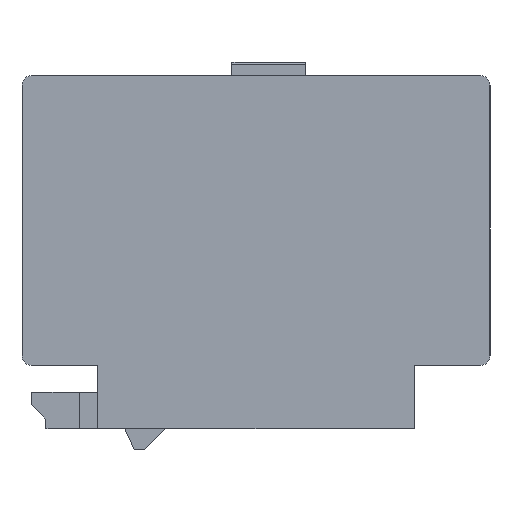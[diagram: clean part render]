
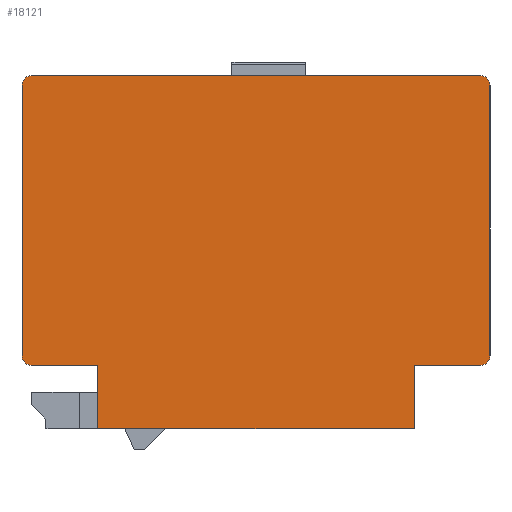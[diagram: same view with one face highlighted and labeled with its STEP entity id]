
A CAD part, left-side view. The second image highlights one B-rep face of the part: STEP entity #18121.
In plain terms, the highlighted planar face has unit normal (-1, 0, 0).
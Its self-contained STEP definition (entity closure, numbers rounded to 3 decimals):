
#167 = CARTESIAN_POINT ( 'NONE',  ( 0., 48.8, 30.2 ) ) ;
#203 = VECTOR ( 'NONE', #5033, 1000. ) ;
#383 = ORIENTED_EDGE ( 'NONE', *, *, #10236, .F. ) ;
#477 = FACE_OUTER_BOUND ( 'NONE', #17707, .T. ) ;
#808 = CARTESIAN_POINT ( 'NONE',  ( 0., 1., 30.2 ) ) ;
#834 = EDGE_CURVE ( 'NONE', #3639, #857, #9526, .T. ) ;
#857 = VERTEX_POINT ( 'NONE', #7805 ) ;
#1118 = EDGE_CURVE ( 'NONE', #18638, #857, #15660, .T. ) ;
#1267 = EDGE_CURVE ( 'NONE', #18638, #9898, #6885, .T. ) ;
#1296 = CARTESIAN_POINT ( 'NONE',  ( 0., 7.9, -6.6 ) ) ;
#1680 = ORIENTED_EDGE ( 'NONE', *, *, #18874, .F. ) ;
#1692 = LINE ( 'NONE', #5602, #10269 ) ;
#2053 = DIRECTION ( 'NONE',  ( 0., 1., 0. ) ) ;
#2536 = AXIS2_PLACEMENT_3D ( 'NONE', #12522, #14142, #18481 ) ;
#2553 = EDGE_CURVE ( 'NONE', #3639, #19550, #18422, .T. ) ;
#2623 = ORIENTED_EDGE ( 'NONE', *, *, #9224, .T. ) ;
#2848 = VERTEX_POINT ( 'NONE', #10104 ) ;
#3141 = DIRECTION ( 'NONE',  ( 0., 0., 1. ) ) ;
#3406 = CARTESIAN_POINT ( 'NONE',  ( 0., 40.9, -6.6 ) ) ;
#3531 = VECTOR ( 'NONE', #14512, 1000. ) ;
#3639 = VERTEX_POINT ( 'NONE', #18513 ) ;
#3771 = ORIENTED_EDGE ( 'NONE', *, *, #1118, .F. ) ;
#3840 = ORIENTED_EDGE ( 'NONE', *, *, #4185, .F. ) ;
#3968 = LINE ( 'NONE', #19439, #17034 ) ;
#4061 = DIRECTION ( 'NONE',  ( 0., 0., 1. ) ) ;
#4122 = VECTOR ( 'NONE', #10901, 1000. ) ;
#4185 = EDGE_CURVE ( 'NONE', #19550, #7571, #7479, .T. ) ;
#4236 = DIRECTION ( 'NONE',  ( 0., 1., 0. ) ) ;
#4696 = AXIS2_PLACEMENT_3D ( 'NONE', #18344, #7888, #4883 ) ;
#4723 = DIRECTION ( 'NONE',  ( 0., 0., 1. ) ) ;
#4875 = ORIENTED_EDGE ( 'NONE', *, *, #2553, .F. ) ;
#4883 = DIRECTION ( 'NONE',  ( 0., 0., 1. ) ) ;
#5033 = DIRECTION ( 'NONE',  ( 0., -1., 0. ) ) ;
#5142 = ORIENTED_EDGE ( 'NONE', *, *, #13111, .T. ) ;
#5226 = ORIENTED_EDGE ( 'NONE', *, *, #1267, .T. ) ;
#5469 = VERTEX_POINT ( 'NONE', #3406 ) ;
#5602 = CARTESIAN_POINT ( 'NONE',  ( 0., 40.9, 0. ) ) ;
#6377 = CARTESIAN_POINT ( 'NONE',  ( 0., 7.9, 0. ) ) ;
#6410 = VERTEX_POINT ( 'NONE', #14529 ) ;
#6508 = AXIS2_PLACEMENT_3D ( 'NONE', #18393, #10860, #4723 ) ;
#6509 = CARTESIAN_POINT ( 'NONE',  ( 0., 0., 30.2 ) ) ;
#6555 = EDGE_CURVE ( 'NONE', #5469, #2848, #1692, .T. ) ;
#6689 = DIRECTION ( 'NONE',  ( 0., 1., 0. ) ) ;
#6871 = CARTESIAN_POINT ( 'NONE',  ( 0., 0., 0. ) ) ;
#6881 = EDGE_CURVE ( 'NONE', #6410, #19668, #18758, .T. ) ;
#6885 = CIRCLE ( 'NONE', #4696, 1. ) ;
#6973 = AXIS2_PLACEMENT_3D ( 'NONE', #9346, #8215, #14190 ) ;
#7302 = VECTOR ( 'NONE', #2053, 1000. ) ;
#7465 = VERTEX_POINT ( 'NONE', #19396 ) ;
#7479 = LINE ( 'NONE', #9447, #4122 ) ;
#7571 = VERTEX_POINT ( 'NONE', #1296 ) ;
#7604 = ORIENTED_EDGE ( 'NONE', *, *, #834, .T. ) ;
#7721 = ORIENTED_EDGE ( 'NONE', *, *, #6881, .F. ) ;
#7805 = CARTESIAN_POINT ( 'NONE',  ( 0., 0., 1. ) ) ;
#7888 = DIRECTION ( 'NONE',  ( -1., 0., 0. ) ) ;
#7950 = EDGE_CURVE ( 'NONE', #2848, #7465, #3968, .T. ) ;
#8148 = CARTESIAN_POINT ( 'NONE',  ( 0., 0., 29.2 ) ) ;
#8215 = DIRECTION ( 'NONE',  ( -1., 0., 0. ) ) ;
#8230 = AXIS2_PLACEMENT_3D ( 'NONE', #19599, #16345, #19393 ) ;
#8501 = LINE ( 'NONE', #15771, #17969 ) ;
#8704 = CARTESIAN_POINT ( 'NONE',  ( 0., 7.9, 0. ) ) ;
#9224 = EDGE_CURVE ( 'NONE', #6410, #7465, #18004, .T. ) ;
#9346 = CARTESIAN_POINT ( 'NONE',  ( 0., 47.8, 1. ) ) ;
#9447 = CARTESIAN_POINT ( 'NONE',  ( 0., 7.9, -6.6 ) ) ;
#9526 = CIRCLE ( 'NONE', #6508, 1. ) ;
#9592 = CIRCLE ( 'NONE', #8230, 1. ) ;
#9836 = ORIENTED_EDGE ( 'NONE', *, *, #7950, .F. ) ;
#9898 = VERTEX_POINT ( 'NONE', #808 ) ;
#10104 = CARTESIAN_POINT ( 'NONE',  ( 0., 40.9, 0. ) ) ;
#10236 = EDGE_CURVE ( 'NONE', #15598, #9898, #16322, .T. ) ;
#10269 = VECTOR ( 'NONE', #4061, 1000. ) ;
#10821 = ORIENTED_EDGE ( 'NONE', *, *, #6555, .F. ) ;
#10860 = DIRECTION ( 'NONE',  ( -1., 0., 0. ) ) ;
#10901 = DIRECTION ( 'NONE',  ( 0., 0., -1. ) ) ;
#12399 = CARTESIAN_POINT ( 'NONE',  ( 0., 47.8, 30.2 ) ) ;
#12522 = CARTESIAN_POINT ( 'NONE',  ( 0., 0., 0. ) ) ;
#13111 = EDGE_CURVE ( 'NONE', #15598, #19668, #9592, .T. ) ;
#14142 = DIRECTION ( 'NONE',  ( -1., 0., 0. ) ) ;
#14190 = DIRECTION ( 'NONE',  ( 0., 0., 1. ) ) ;
#14512 = DIRECTION ( 'NONE',  ( 0., 0., -1. ) ) ;
#14529 = CARTESIAN_POINT ( 'NONE',  ( 0., 48.8, 1. ) ) ;
#15018 = CARTESIAN_POINT ( 'NONE',  ( 0., 48.8, 29.2 ) ) ;
#15591 = PLANE ( 'NONE',  #2536 ) ;
#15598 = VERTEX_POINT ( 'NONE', #12399 ) ;
#15660 = LINE ( 'NONE', #6871, #3531 ) ;
#15771 = CARTESIAN_POINT ( 'NONE',  ( 0., 40.9, -6.6 ) ) ;
#16322 = LINE ( 'NONE', #6509, #203 ) ;
#16345 = DIRECTION ( 'NONE',  ( -1., 0., 0. ) ) ;
#17034 = VECTOR ( 'NONE', #4236, 1000. ) ;
#17707 = EDGE_LOOP ( 'NONE', ( #4875, #7604, #3771, #5226, #383, #5142, #7721, #2623, #9836, #10821, #1680, #3840 ) ) ;
#17969 = VECTOR ( 'NONE', #6689, 1000. ) ;
#18004 = CIRCLE ( 'NONE', #6973, 1. ) ;
#18121 = ADVANCED_FACE ( 'NONE', ( #477 ), #15591, .T. ) ;
#18344 = CARTESIAN_POINT ( 'NONE',  ( 0., 1., 29.2 ) ) ;
#18393 = CARTESIAN_POINT ( 'NONE',  ( 0., 1., 1. ) ) ;
#18422 = LINE ( 'NONE', #6377, #7302 ) ;
#18481 = DIRECTION ( 'NONE',  ( 0., 0., 1. ) ) ;
#18513 = CARTESIAN_POINT ( 'NONE',  ( 0., 1., 0. ) ) ;
#18522 = VECTOR ( 'NONE', #3141, 1000. ) ;
#18638 = VERTEX_POINT ( 'NONE', #8148 ) ;
#18758 = LINE ( 'NONE', #167, #18522 ) ;
#18874 = EDGE_CURVE ( 'NONE', #7571, #5469, #8501, .T. ) ;
#19393 = DIRECTION ( 'NONE',  ( 0., 0., 1. ) ) ;
#19396 = CARTESIAN_POINT ( 'NONE',  ( 0., 47.8, 0. ) ) ;
#19439 = CARTESIAN_POINT ( 'NONE',  ( 0., 48.8, 0. ) ) ;
#19550 = VERTEX_POINT ( 'NONE', #8704 ) ;
#19599 = CARTESIAN_POINT ( 'NONE',  ( 0., 47.8, 29.2 ) ) ;
#19668 = VERTEX_POINT ( 'NONE', #15018 ) ;
